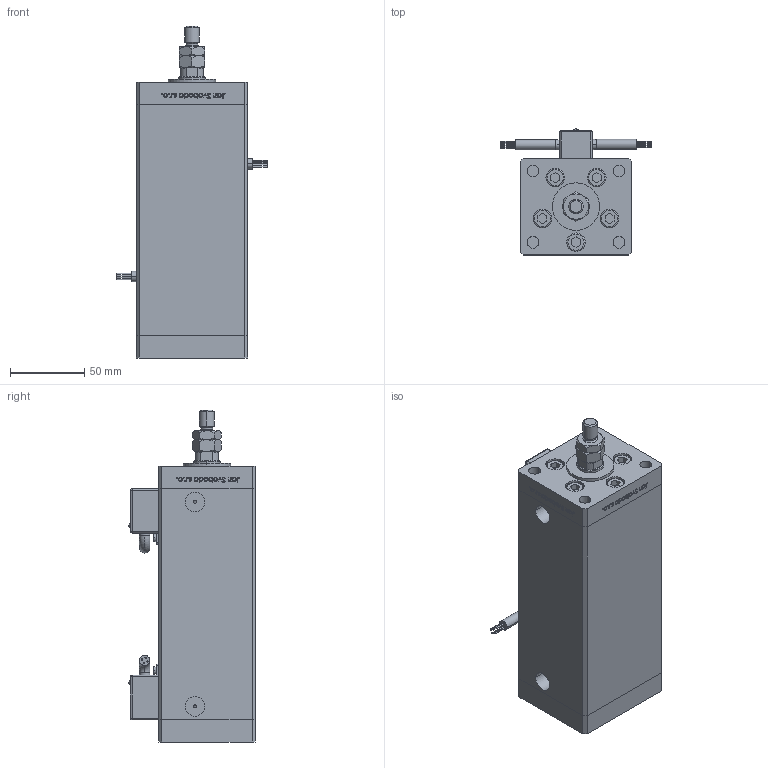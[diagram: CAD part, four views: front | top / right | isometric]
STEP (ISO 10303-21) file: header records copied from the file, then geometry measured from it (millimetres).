
FILE_DESCRIPTION (( 'STEP AP203' ), '1' );
FILE_NAME ('994d.STEP', '2022-04-14T23:57:34', ( '' ), ( '' ), 'SwSTEP 2.0', 'SolidWorks 2019', '' );
FILE_SCHEMA (( 'CONFIG_CONTROL_DESIGN' ));
Length unit declared in the file: millimetre
Products named in the file (8): 994d; Magnetic_Switch_MSU4 ca7297016f59b0e4fd33e1eefee292ae; V220C BACK_B ca7297016f59b0e4fd33e1eefee292ae; V220C_VC_B ca7297016f59b0e4fd33e1eefee292ae; V220C_FRONT_B ca7297016f59b0e4fd33e1eefee292ae; ALLEN BOLT ca7297016f59b0e4fd33e1eefee292ae; V220C_B MIDDLE ca7297016f59b0e4fd33e1eefee292ae; MTA ca7297016f59b0e4fd33e1eefee292ae
Assembly tree (17 placements, depth 2):
  994d
    V220C_B MIDDLE ca7297016f59b0e4fd33e1eefee292ae
    V220C BACK_B ca7297016f59b0e4fd33e1eefee292ae
    V220C_FRONT_B ca7297016f59b0e4fd33e1eefee292ae
    V220C_VC_B ca7297016f59b0e4fd33e1eefee292ae
    Magnetic_Switch_MSU4 ca7297016f59b0e4fd33e1eefee292ae  x2
    ALLEN BOLT ca7297016f59b0e4fd33e1eefee292ae  x10
    MTA ca7297016f59b0e4fd33e1eefee292ae
Bounding box: 101.6 x 85.1 x 224 mm (x, y, z)
Volume: 847150.1 mm3; surface area: 149553.1 mm2
Topology: 17 solids, 19 shells, 1436 faces, 3515 edges, 2267 vertices
Faces by surface type: plane 555, bspline 484, cylinder 241, cone 78, torus 54, sphere 24
Entity records: 56756 total; most frequent: CARTESIAN_POINT 31342, ORIENTED_EDGE 5724, DIRECTION 3556, EDGE_CURVE 2862, VERTEX_POINT 1878, VECTOR 1444, LINE 1444, EDGE_LOOP 1318
